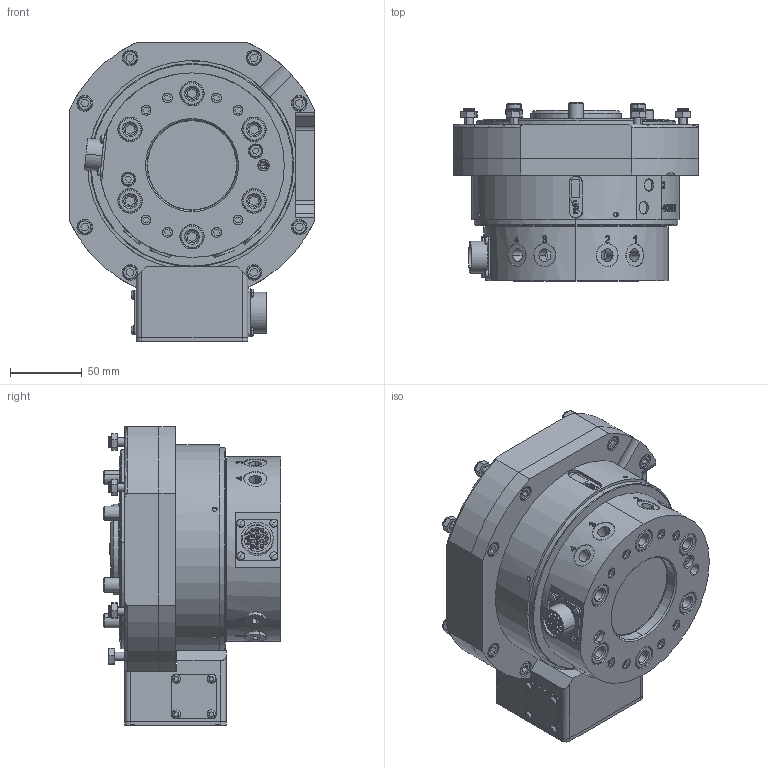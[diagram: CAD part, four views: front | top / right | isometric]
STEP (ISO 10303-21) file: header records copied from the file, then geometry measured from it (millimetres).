
FILE_DESCRIPTION (( 'STEP AP203' ), '1' );
FILE_NAME ('P1919.STEP', '2020-01-30T09:39:58', ( '' ), ( '' ), 'SwSTEP 2.0', 'SolidWorks 2017', '' );
FILE_SCHEMA (( 'CONFIG_CONTROL_DESIGN' ));
Length unit declared in the file: millimetre
Products named in the file (1): P1919
Bounding box: 171 x 124.2 x 208.49 mm (x, y, z)
Volume: 2893908.5 mm3; surface area: 413141.1 mm2
Topology: 97 solids, 97 shells, 2411 faces, 5612 edges, 3620 vertices
Faces by surface type: plane 938, cylinder 838, cone 267, bspline 248, torus 108, sphere 12
Entity records: 93677 total; most frequent: CARTESIAN_POINT 38545, DIRECTION 11301, ORIENTED_EDGE 11216, EDGE_CURVE 5608, AXIS2_PLACEMENT_3D 4300, VERTEX_POINT 3620, EDGE_LOOP 2848, VECTOR 2701
